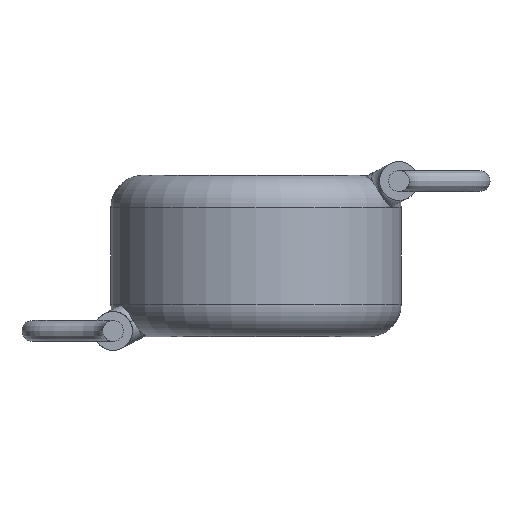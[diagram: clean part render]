
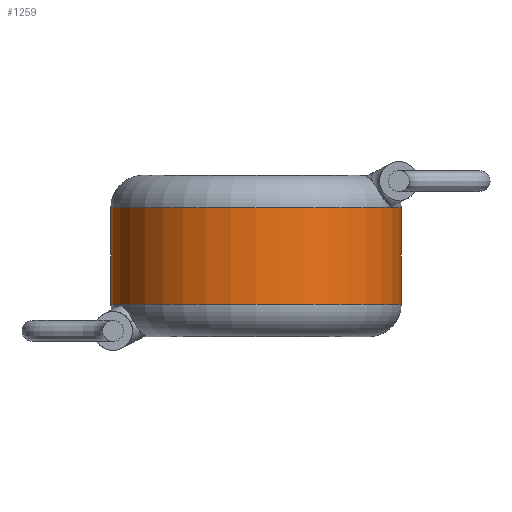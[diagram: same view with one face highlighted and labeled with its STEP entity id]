
A CAD part, front view. The second image highlights one B-rep face of the part: STEP entity #1259.
In plain terms, the highlighted cylindrical face has radius 4.5 mm (diameter 9 mm), a partial arc.
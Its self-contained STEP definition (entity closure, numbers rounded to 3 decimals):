
#178 = CARTESIAN_POINT ( 'NONE',  ( 4.5, 0., 1. ) ) ;
#204 = VECTOR ( 'NONE', #1469, 1000. ) ;
#586 = CYLINDRICAL_SURFACE ( 'NONE', #3235, 4.5 ) ;
#681 = ORIENTED_EDGE ( 'NONE', *, *, #3738, .T. ) ;
#701 = EDGE_CURVE ( 'NONE', #4283, #3365, #3949, .T. ) ;
#1249 = DIRECTION ( 'NONE',  ( -1., 0., 0. ) ) ;
#1259 = ADVANCED_FACE ( 'NONE', ( #2391 ), #586, .T. ) ;
#1266 = CARTESIAN_POINT ( 'NONE',  ( 0., 0., 5. ) ) ;
#1299 = DIRECTION ( 'NONE',  ( 0., 0., -1. ) ) ;
#1469 = DIRECTION ( 'NONE',  ( 0., 0., -1. ) ) ;
#1635 = DIRECTION ( 'NONE',  ( 0., 0., -1. ) ) ;
#1648 = CARTESIAN_POINT ( 'NONE',  ( -4.5, 0., 1. ) ) ;
#1693 = CARTESIAN_POINT ( 'NONE',  ( 4.5, 0., 5. ) ) ;
#1946 = LINE ( 'NONE', #1693, #2836 ) ;
#1997 = ORIENTED_EDGE ( 'NONE', *, *, #3048, .T. ) ;
#2032 = DIRECTION ( 'NONE',  ( 1., 0., 0. ) ) ;
#2186 = DIRECTION ( 'NONE',  ( 0., 0., 1. ) ) ;
#2213 = DIRECTION ( 'NONE',  ( 1., 0., 0. ) ) ;
#2322 = DIRECTION ( 'NONE',  ( 0., 0., -1. ) ) ;
#2391 = FACE_OUTER_BOUND ( 'NONE', #3297, .T. ) ;
#2427 = CARTESIAN_POINT ( 'NONE',  ( -4.5, 0., 4. ) ) ;
#2433 = AXIS2_PLACEMENT_3D ( 'NONE', #4067, #1299, #2032 ) ;
#2533 = CARTESIAN_POINT ( 'NONE',  ( 0., 0., 1. ) ) ;
#2534 = ORIENTED_EDGE ( 'NONE', *, *, #701, .T. ) ;
#2721 = VERTEX_POINT ( 'NONE', #2755 ) ;
#2755 = CARTESIAN_POINT ( 'NONE',  ( 4.5, 0., 4. ) ) ;
#2836 = VECTOR ( 'NONE', #2322, 1000. ) ;
#3048 = EDGE_CURVE ( 'NONE', #3365, #3228, #3280, .T. ) ;
#3228 = VERTEX_POINT ( 'NONE', #178 ) ;
#3235 = AXIS2_PLACEMENT_3D ( 'NONE', #1266, #1635, #1249 ) ;
#3280 = CIRCLE ( 'NONE', #4107, 4.5 ) ;
#3297 = EDGE_LOOP ( 'NONE', ( #3423, #681, #2534, #1997 ) ) ;
#3365 = VERTEX_POINT ( 'NONE', #1648 ) ;
#3423 = ORIENTED_EDGE ( 'NONE', *, *, #3790, .F. ) ;
#3520 = CARTESIAN_POINT ( 'NONE',  ( -4.5, 0., 5. ) ) ;
#3738 = EDGE_CURVE ( 'NONE', #2721, #4283, #4388, .T. ) ;
#3790 = EDGE_CURVE ( 'NONE', #2721, #3228, #1946, .T. ) ;
#3949 = LINE ( 'NONE', #3520, #204 ) ;
#4067 = CARTESIAN_POINT ( 'NONE',  ( 0., 0., 4. ) ) ;
#4107 = AXIS2_PLACEMENT_3D ( 'NONE', #2533, #2186, #2213 ) ;
#4283 = VERTEX_POINT ( 'NONE', #2427 ) ;
#4388 = CIRCLE ( 'NONE', #2433, 4.5 ) ;
